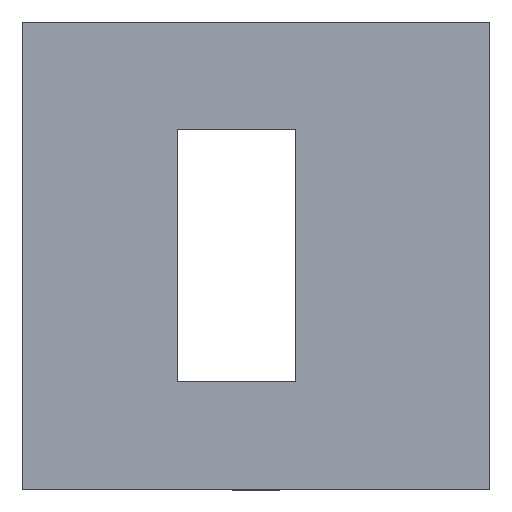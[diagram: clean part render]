
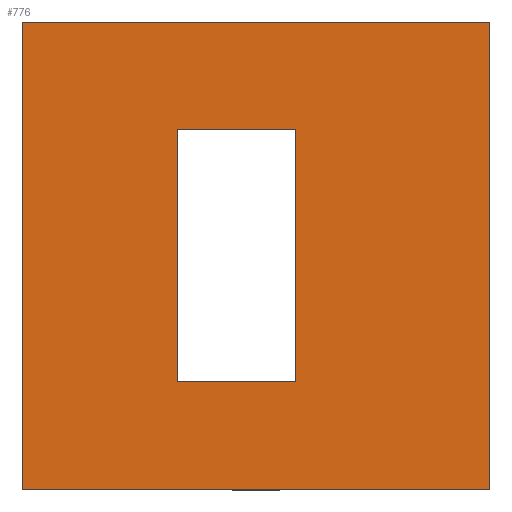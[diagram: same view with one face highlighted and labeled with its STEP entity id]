
A CAD part, top view. The second image highlights one B-rep face of the part: STEP entity #776.
In plain terms, the highlighted planar face has unit normal (0, 0, 1).
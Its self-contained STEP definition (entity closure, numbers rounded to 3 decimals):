
#16=FACE_BOUND('',#88,.T.);
#48=FACE_OUTER_BOUND('',#87,.T.);
#87=EDGE_LOOP('',(#669,#670,#671,#672));
#88=EDGE_LOOP('',(#673,#674,#675,#676));
#97=LINE('',#1035,#205);
#100=LINE('',#1041,#208);
#103=LINE('',#1047,#211);
#106=LINE('',#1051,#214);
#169=LINE('',#1182,#277);
#177=LINE('',#1197,#285);
#183=LINE('',#1208,#291);
#200=LINE('',#1237,#308);
#205=VECTOR('',#847,10.);
#208=VECTOR('',#852,10.);
#211=VECTOR('',#857,10.);
#214=VECTOR('',#862,10.);
#277=VECTOR('',#959,10.);
#285=VECTOR('',#971,10.);
#291=VECTOR('',#981,10.);
#308=VECTOR('',#1012,10.);
#313=VERTEX_POINT('',#1032);
#314=VERTEX_POINT('',#1034);
#316=VERTEX_POINT('',#1040);
#318=VERTEX_POINT('',#1046);
#368=VERTEX_POINT('',#1179);
#369=VERTEX_POINT('',#1181);
#374=VERTEX_POINT('',#1195);
#377=VERTEX_POINT('',#1207);
#385=EDGE_CURVE('',#314,#313,#97,.T.);
#388=EDGE_CURVE('',#316,#314,#100,.T.);
#391=EDGE_CURVE('',#318,#316,#103,.T.);
#394=EDGE_CURVE('',#313,#318,#106,.T.);
#457=EDGE_CURVE('',#369,#368,#169,.T.);
#465=EDGE_CURVE('',#368,#374,#177,.T.);
#471=EDGE_CURVE('',#377,#369,#183,.T.);
#488=EDGE_CURVE('',#374,#377,#200,.T.);
#669=ORIENTED_EDGE('',*,*,#457,.T.);
#670=ORIENTED_EDGE('',*,*,#465,.T.);
#671=ORIENTED_EDGE('',*,*,#488,.T.);
#672=ORIENTED_EDGE('',*,*,#471,.T.);
#673=ORIENTED_EDGE('',*,*,#391,.T.);
#674=ORIENTED_EDGE('',*,*,#388,.T.);
#675=ORIENTED_EDGE('',*,*,#385,.T.);
#676=ORIENTED_EDGE('',*,*,#394,.T.);
#738=PLANE('',#834);
#776=ADVANCED_FACE('',(#48,#16),#738,.T.);
#834=AXIS2_PLACEMENT_3D('',#1236,#1010,#1011);
#847=DIRECTION('',(-1.,0.,0.));
#852=DIRECTION('',(0.,-1.,0.));
#857=DIRECTION('',(1.,0.,0.));
#862=DIRECTION('',(0.,1.,0.));
#959=DIRECTION('',(-1.,0.,0.));
#971=DIRECTION('',(0.,-1.,0.));
#981=DIRECTION('',(0.,1.,0.));
#1010=DIRECTION('center_axis',(0.,0.,1.));
#1011=DIRECTION('ref_axis',(1.,0.,0.));
#1012=DIRECTION('',(1.,0.,0.));
#1032=CARTESIAN_POINT('',(-10.,-16.25,11.5));
#1034=CARTESIAN_POINT('',(5.,-16.25,11.5));
#1035=CARTESIAN_POINT('',(2.5,-16.25,11.5));
#1040=CARTESIAN_POINT('',(5.,15.75,11.5));
#1041=CARTESIAN_POINT('',(5.,7.75,11.5));
#1046=CARTESIAN_POINT('',(-10.,15.75,11.5));
#1047=CARTESIAN_POINT('',(-5.,15.75,11.5));
#1051=CARTESIAN_POINT('',(-10.,-8.25,11.5));
#1179=CARTESIAN_POINT('',(-29.678,29.428,11.5));
#1181=CARTESIAN_POINT('',(29.678,29.428,11.5));
#1182=CARTESIAN_POINT('',(29.678,29.428,11.5));
#1195=CARTESIAN_POINT('',(-29.678,-29.928,11.5));
#1197=CARTESIAN_POINT('',(-29.678,29.428,11.5));
#1207=CARTESIAN_POINT('',(29.678,-29.928,11.5));
#1208=CARTESIAN_POINT('',(29.678,-29.928,11.5));
#1236=CARTESIAN_POINT('Origin',(0.,-0.25,
11.5));
#1237=CARTESIAN_POINT('',(-29.678,-29.928,11.5));
